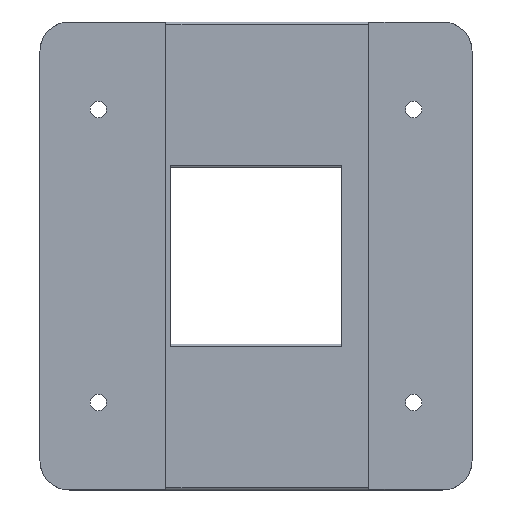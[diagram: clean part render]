
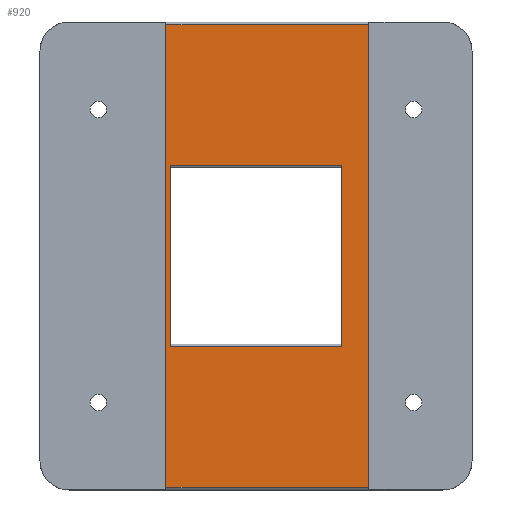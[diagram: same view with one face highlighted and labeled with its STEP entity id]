
A CAD part, front view. The second image highlights one B-rep face of the part: STEP entity #920.
In plain terms, the highlighted planar face has unit normal (0, -1, 0).
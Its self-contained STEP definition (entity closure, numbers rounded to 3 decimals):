
#74=FACE_BOUND('',#190,.T.);
#87=PLANE('',#1033);
#124=FACE_OUTER_BOUND('',#189,.T.);
#189=EDGE_LOOP('',(#743,#744,#745,#746));
#190=EDGE_LOOP('',(#747,#748,#749,#750));
#244=LINE('',#1460,#306);
#253=LINE('',#1501,#315);
#255=LINE('',#1507,#317);
#256=LINE('',#1513,#318);
#260=LINE('',#1533,#322);
#261=LINE('',#1535,#323);
#262=LINE('',#1536,#324);
#263=LINE('',#1537,#325);
#306=VECTOR('',#1177,10.);
#315=VECTOR('',#1226,10.);
#317=VECTOR('',#1234,10.);
#318=VECTOR('',#1239,10.);
#322=VECTOR('',#1247,10.);
#323=VECTOR('',#1248,10.);
#324=VECTOR('',#1249,10.);
#325=VECTOR('',#1250,10.);
#432=VERTEX_POINT('',#1457);
#433=VERTEX_POINT('',#1459);
#444=VERTEX_POINT('',#1497);
#446=VERTEX_POINT('',#1505);
#448=VERTEX_POINT('',#1510);
#449=VERTEX_POINT('',#1512);
#455=VERTEX_POINT('',#1532);
#456=VERTEX_POINT('',#1534);
#529=EDGE_CURVE('',#433,#432,#244,.T.);
#548=EDGE_CURVE('',#433,#444,#253,.T.);
#551=EDGE_CURVE('',#446,#432,#255,.T.);
#553=EDGE_CURVE('',#448,#449,#256,.T.);
#560=EDGE_CURVE('',#448,#455,#260,.T.);
#561=EDGE_CURVE('',#456,#455,#261,.T.);
#562=EDGE_CURVE('',#456,#449,#262,.T.);
#563=EDGE_CURVE('',#446,#444,#263,.T.);
#743=ORIENTED_EDGE('',*,*,#553,.F.);
#744=ORIENTED_EDGE('',*,*,#560,.T.);
#745=ORIENTED_EDGE('',*,*,#561,.F.);
#746=ORIENTED_EDGE('',*,*,#562,.T.);
#747=ORIENTED_EDGE('',*,*,#529,.T.);
#748=ORIENTED_EDGE('',*,*,#551,.F.);
#749=ORIENTED_EDGE('',*,*,#563,.T.);
#750=ORIENTED_EDGE('',*,*,#548,.F.);
#920=ADVANCED_FACE('',(#124,#74),#87,.T.);
#1033=AXIS2_PLACEMENT_3D('',#1531,#1245,#1246);
#1177=DIRECTION('',(0.,0.,-1.));
#1226=DIRECTION('',(-1.,0.,0.));
#1234=DIRECTION('',(1.,0.,0.));
#1239=DIRECTION('',(-1.,0.,0.));
#1245=DIRECTION('center_axis',(0.,-1.,0.));
#1246=DIRECTION('ref_axis',(0.,0.,-1.));
#1247=DIRECTION('',(0.,0.,1.));
#1248=DIRECTION('',(1.,0.,0.));
#1249=DIRECTION('',(0.,0.,-1.));
#1250=DIRECTION('',(0.,0.,1.));
#1457=CARTESIAN_POINT('',(14.7,-1.7,-15.575));
#1459=CARTESIAN_POINT('',(14.7,-1.7,15.575));
#1460=CARTESIAN_POINT('',(14.7,-1.7,-7.538));
#1497=CARTESIAN_POINT('',(-14.7,-1.7,15.575));
#1501=CARTESIAN_POINT('',(8.325,-1.7,15.575));
#1505=CARTESIAN_POINT('',(-14.7,-1.7,-15.575));
#1507=CARTESIAN_POINT('',(-6.375,-1.7,-15.575));
#1510=CARTESIAN_POINT('',(19.325,-1.7,-39.575));
#1512=CARTESIAN_POINT('',(-15.425,-1.7,-39.575));
#1513=CARTESIAN_POINT('',(19.475,-1.7,-39.575));
#1531=CARTESIAN_POINT('Origin',(1.95,-1.7,0.));
#1532=CARTESIAN_POINT('',(19.325,-1.7,39.575));
#1533=CARTESIAN_POINT('',(19.325,-1.7,-80.));
#1534=CARTESIAN_POINT('',(-15.425,-1.7,39.575));
#1535=CARTESIAN_POINT('',(-17.525,-1.7,39.575));
#1536=CARTESIAN_POINT('',(-15.425,-1.7,80.));
#1537=CARTESIAN_POINT('',(-14.7,-1.7,7.538));
